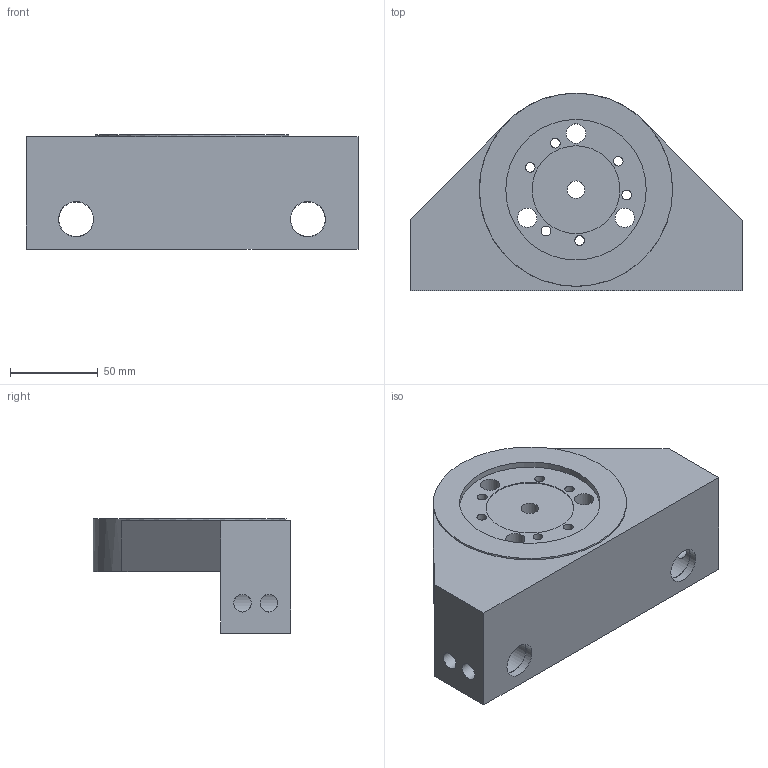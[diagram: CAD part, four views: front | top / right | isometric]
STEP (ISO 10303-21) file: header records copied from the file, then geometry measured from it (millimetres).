
FILE_DESCRIPTION(/* description */ (''),/* implementation_level */ '2;1');
FILE_NAME(/* name */ 'Flansch.stp',/* time_stamp */ '2016-06-01T13:37:34+02:00',/* author */ ('sfl'),/* organization */ (''),/* preprocessor_version */ 'ST-DEVELOPER v16.1',/* originating_system */ 'Autodesk Inventor 2016',/* authorisation */ '');
FILE_SCHEMA (('AUTOMOTIVE_DESIGN { 1 0 10303 214 3 1 1 }'));
Length unit declared in the file: millimetre
Products named in the file (1): Flansch
Bounding box: 189 x 112.5 x 65 mm (x, y, z)
Volume: 660007.4 mm3; surface area: 77649.2 mm2
Topology: 1 solids, 1 shells, 63 faces, 160 edges, 108 vertices
Faces by surface type: cylinder 33, plane 28, bspline 2
Full cylindrical faces by diameter (mm): 5.5 x6, 10 x8, 11 x3, 13 x1, 17 x3, 19.7 x2, 20 x4, 50 x1, 80 x1, 110 x1
Entity records: 2172 total; most frequent: CARTESIAN_POINT 612, DIRECTION 302, ORIENTED_EDGE 248, EDGE_LOOP 134, AXIS2_PLACEMENT_3D 132, EDGE_CURVE 124, VERTEX_POINT 102, FACE_BOUND 71
